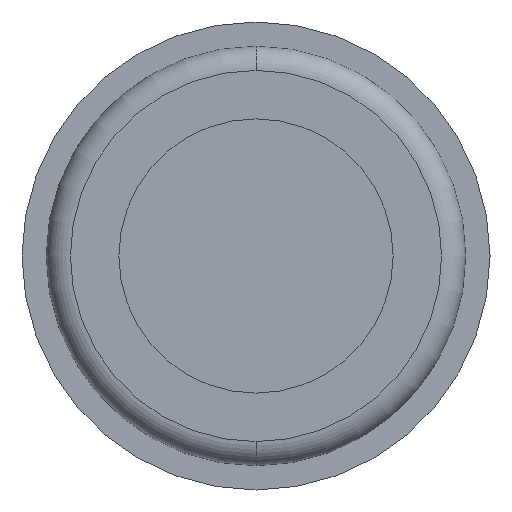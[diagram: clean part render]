
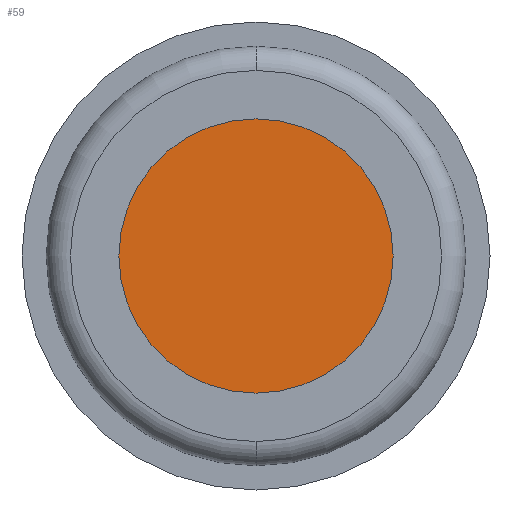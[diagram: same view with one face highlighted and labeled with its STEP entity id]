
A CAD part, front view. The second image highlights one B-rep face of the part: STEP entity #59.
In plain terms, the highlighted planar face has unit normal (0, -1, 0).
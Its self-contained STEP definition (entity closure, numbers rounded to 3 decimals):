
#37 = FACE_OUTER_BOUND ( 'NONE', #334, .T. ) ;
#59 = ADVANCED_FACE ( 'NONE', ( #37 ), #503, .F. ) ;
#61 = EDGE_CURVE ( 'NONE', #355, #348, #149, .T. ) ;
#81 = AXIS2_PLACEMENT_3D ( 'NONE', #675, #679, #680 ) ;
#149 = CIRCLE ( 'NONE', #730, 8.5 ) ;
#210 = CIRCLE ( 'NONE', #81, 8.5 ) ;
#334 = EDGE_LOOP ( 'NONE', ( #361, #362 ) ) ;
#348 = VERTEX_POINT ( 'NONE', #623 ) ;
#355 = VERTEX_POINT ( 'NONE', #630 ) ;
#361 = ORIENTED_EDGE ( 'NONE', *, *, #61, .F. ) ;
#362 = ORIENTED_EDGE ( 'NONE', *, *, #425, .F. ) ;
#425 = EDGE_CURVE ( 'NONE', #348, #355, #210, .T. ) ;
#503 = PLANE ( 'NONE',  #726 ) ;
#504 = CARTESIAN_POINT ( 'NONE',  ( 8.5, 8.3, 0. ) ) ;
#505 = DIRECTION ( 'NONE',  ( 0., 1., 0. ) ) ;
#506 = DIRECTION ( 'NONE',  ( 0., 0., 1. ) ) ;
#511 = CARTESIAN_POINT ( 'NONE',  ( 0., 8.3, 0. ) ) ;
#512 = DIRECTION ( 'NONE',  ( 0., 1., 0. ) ) ;
#513 = DIRECTION ( 'NONE',  ( 0., 0., 1. ) ) ;
#623 = CARTESIAN_POINT ( 'NONE',  ( 0., 8.3, -8.5 ) ) ;
#630 = CARTESIAN_POINT ( 'NONE',  ( 0., 8.3, 8.5 ) ) ;
#675 = CARTESIAN_POINT ( 'NONE',  ( 0., 8.3, 0. ) ) ;
#679 = DIRECTION ( 'NONE',  ( 0., 1., 0. ) ) ;
#680 = DIRECTION ( 'NONE',  ( 0., 0., 1. ) ) ;
#726 = AXIS2_PLACEMENT_3D ( 'NONE', #504, #505, #506 ) ;
#730 = AXIS2_PLACEMENT_3D ( 'NONE', #511, #512, #513 ) ;
